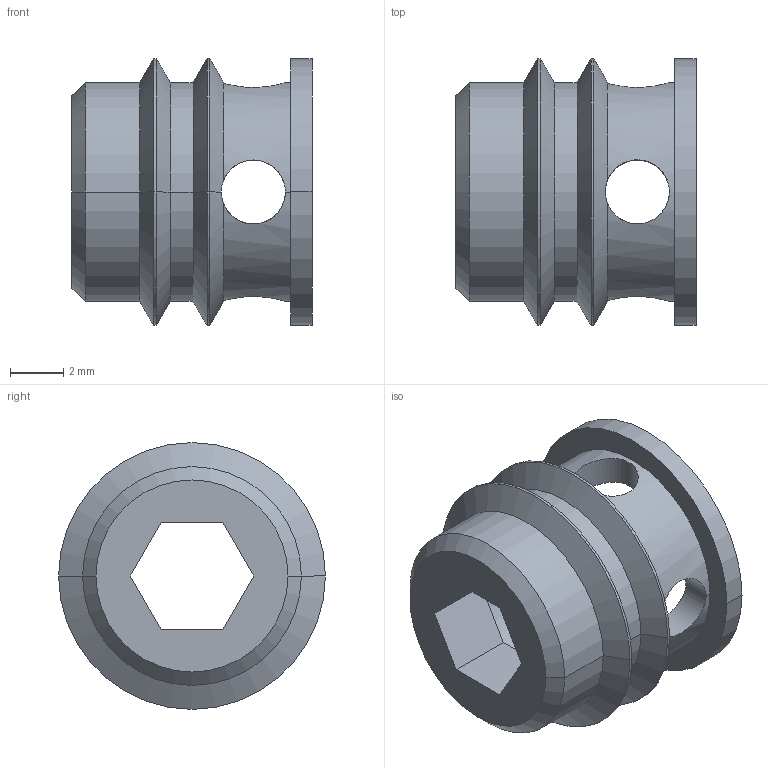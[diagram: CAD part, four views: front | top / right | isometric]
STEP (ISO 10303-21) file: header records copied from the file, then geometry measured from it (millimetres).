
FILE_DESCRIPTION(('STEP AP214'),'1');
FILE_NAME('HALDERN_EH_22330_0407.stp','2020-11-13T10:46:31',('TraceParts'),('TraceParts S.A.'),'Spatial InterOp 3D',' ',' ');
FILE_SCHEMA(('AUTOMOTIVE_DESIGN { 1 0 10303 214 1 1 1 1 }'));
Length unit declared in the file: millimetre
Products named in the file (1): HALDERN_EH_22330_0407
Bounding box: 9 x 10 x 10 mm (x, y, z)
Volume: 281.9 mm3; surface area: 576.6 mm2
Topology: 1 solids, 1 shells, 44 faces, 116 edges, 70 vertices
Faces by surface type: cylinder 22, cone 12, plane 10
Entity records: 2054 total; most frequent: CARTESIAN_POINT 615, ORIENTED_EDGE 232, DIRECTION 212, EDGE_CURVE 116, AXIS2_PLACEMENT_3D 79, VERTEX_POINT 70, LINE 54, VECTOR 54
